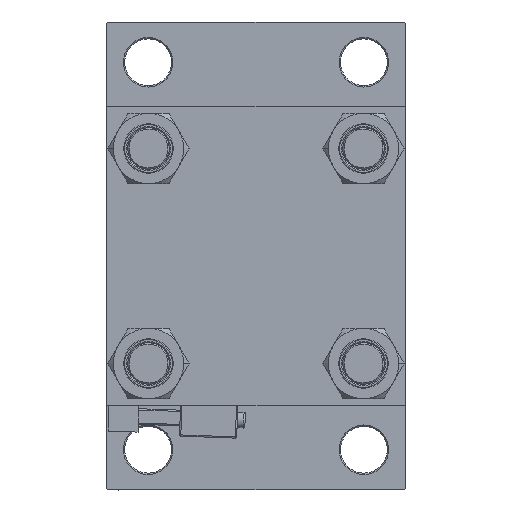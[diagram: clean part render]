
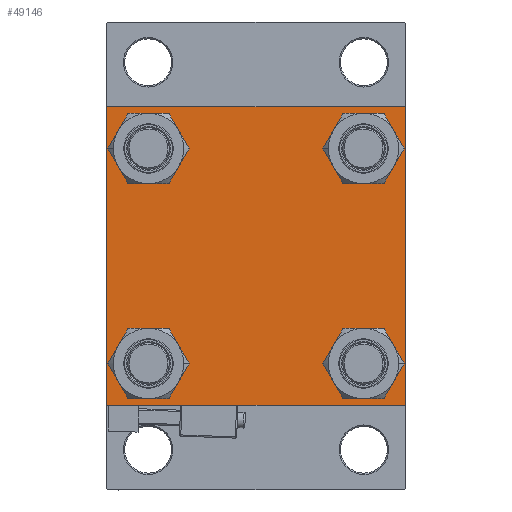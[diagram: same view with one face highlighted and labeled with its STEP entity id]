
A CAD part, left-side view. The second image highlights one B-rep face of the part: STEP entity #49146.
In plain terms, the highlighted planar face has unit normal (-1, 0, 0).
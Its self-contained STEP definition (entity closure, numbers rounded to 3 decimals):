
#217 = DIRECTION ( 'NONE',  ( 0., 0., -1. ) ) ;
#229 = CARTESIAN_POINT ( 'NONE',  ( 0., -57., 57.5 ) ) ;
#267 = VERTEX_POINT ( 'NONE', #19427 ) ;
#319 = CARTESIAN_POINT ( 'NONE',  ( 0., 41.35, -32.85 ) ) ;
#804 = FACE_BOUND ( 'NONE', #46260, .T. ) ;
#1048 = VERTEX_POINT ( 'NONE', #16746 ) ;
#1053 = FACE_BOUND ( 'NONE', #19936, .T. ) ;
#1205 = CARTESIAN_POINT ( 'NONE',  ( 0., -57.5, 57. ) ) ;
#1941 = ORIENTED_EDGE ( 'NONE', *, *, #48777, .T. ) ;
#2061 = ORIENTED_EDGE ( 'NONE', *, *, #10827, .T. ) ;
#2269 = DIRECTION ( 'NONE',  ( 1., 0., 0. ) ) ;
#2424 = DIRECTION ( 'NONE',  ( 1., 0., 0. ) ) ;
#2761 = LINE ( 'NONE', #25968, #9241 ) ;
#2811 = VERTEX_POINT ( 'NONE', #21061 ) ;
#3592 = EDGE_CURVE ( 'NONE', #47918, #267, #5043, .T. ) ;
#3616 = EDGE_CURVE ( 'NONE', #47918, #12147, #2761, .T. ) ;
#3661 = ORIENTED_EDGE ( 'NONE', *, *, #6679, .T. ) ;
#4190 = CARTESIAN_POINT ( 'NONE',  ( 0., -57.25, -57.25 ) ) ;
#4200 = AXIS2_PLACEMENT_3D ( 'NONE', #28433, #6234, #40508 ) ;
#4835 = PLANE ( 'NONE',  #27892 ) ;
#5043 = LINE ( 'NONE', #47625, #26968 ) ;
#5103 = CARTESIAN_POINT ( 'NONE',  ( 0., 57.25, -57.25 ) ) ;
#5128 = VECTOR ( 'NONE', #39891, 1000. ) ;
#5924 = EDGE_CURVE ( 'NONE', #1048, #35772, #43120, .T. ) ;
#5955 = ORIENTED_EDGE ( 'NONE', *, *, #36110, .T. ) ;
#6234 = DIRECTION ( 'NONE',  ( 1., 0., 0. ) ) ;
#6308 = DIRECTION ( 'NONE',  ( 1., 0., 0. ) ) ;
#6679 = EDGE_CURVE ( 'NONE', #35772, #1048, #18213, .T. ) ;
#7368 = ORIENTED_EDGE ( 'NONE', *, *, #5924, .T. ) ;
#7702 = VERTEX_POINT ( 'NONE', #1205 ) ;
#7888 = CARTESIAN_POINT ( 'NONE',  ( 0., 0., 0. ) ) ;
#8510 = VECTOR ( 'NONE', #17609, 1000. ) ;
#8562 = VERTEX_POINT ( 'NONE', #30332 ) ;
#9076 = DIRECTION ( 'NONE',  ( 0., 0.707, -0.707 ) ) ;
#9241 = VECTOR ( 'NONE', #29997, 1000. ) ;
#9306 = AXIS2_PLACEMENT_3D ( 'NONE', #17656, #6308, #29266 ) ;
#9615 = DIRECTION ( 'NONE',  ( 0., 0., 1. ) ) ;
#9687 = VERTEX_POINT ( 'NONE', #44883 ) ;
#9969 = CARTESIAN_POINT ( 'NONE',  ( 0., -57., -57.5 ) ) ;
#10827 = EDGE_CURVE ( 'NONE', #267, #33148, #31369, .T. ) ;
#12147 = VERTEX_POINT ( 'NONE', #229 ) ;
#12302 = CARTESIAN_POINT ( 'NONE',  ( 0., 57.5, -57. ) ) ;
#12565 = AXIS2_PLACEMENT_3D ( 'NONE', #44514, #2424, #17568 ) ;
#12597 = VECTOR ( 'NONE', #31124, 1000. ) ;
#12642 = DIRECTION ( 'NONE',  ( -1., 0., 0. ) ) ;
#13762 = CARTESIAN_POINT ( 'NONE',  ( 0., 41.35, 41.35 ) ) ;
#14823 = ORIENTED_EDGE ( 'NONE', *, *, #35509, .T. ) ;
#14894 = DIRECTION ( 'NONE',  ( 0., 0., 1. ) ) ;
#16357 = VECTOR ( 'NONE', #31187, 1000. ) ;
#16365 = EDGE_CURVE ( 'NONE', #32055, #46494, #47429, .T. ) ;
#16746 = CARTESIAN_POINT ( 'NONE',  ( 0., 41.35, -49.85 ) ) ;
#16775 = LINE ( 'NONE', #4190, #16357 ) ;
#17261 = ORIENTED_EDGE ( 'NONE', *, *, #17670, .T. ) ;
#17433 = CARTESIAN_POINT ( 'NONE',  ( 0., 41.35, -41.35 ) ) ;
#17568 = DIRECTION ( 'NONE',  ( 0., 0., 1. ) ) ;
#17609 = DIRECTION ( 'NONE',  ( 0., 0.707, 0.707 ) ) ;
#17656 = CARTESIAN_POINT ( 'NONE',  ( 0., 41.35, 41.35 ) ) ;
#17670 = EDGE_CURVE ( 'NONE', #8562, #2811, #44228, .T. ) ;
#17688 = ORIENTED_EDGE ( 'NONE', *, *, #24404, .T. ) ;
#18213 = CIRCLE ( 'NONE', #12565, 8.5 ) ;
#18712 = CIRCLE ( 'NONE', #4200, 8.5 ) ;
#19427 = CARTESIAN_POINT ( 'NONE',  ( 0., 57.5, 57. ) ) ;
#19936 = EDGE_LOOP ( 'NONE', ( #46244, #28756 ) ) ;
#20403 = ORIENTED_EDGE ( 'NONE', *, *, #47408, .F. ) ;
#20410 = EDGE_LOOP ( 'NONE', ( #3661, #7368 ) ) ;
#20578 = CIRCLE ( 'NONE', #9306, 8.5 ) ;
#21061 = CARTESIAN_POINT ( 'NONE',  ( 0., 41.35, 49.85 ) ) ;
#21102 = AXIS2_PLACEMENT_3D ( 'NONE', #34072, #49403, #14894 ) ;
#22589 = CARTESIAN_POINT ( 'NONE',  ( 0., 57.5, -57.5 ) ) ;
#22929 = CARTESIAN_POINT ( 'NONE',  ( 0., -57.5, 57.5 ) ) ;
#23511 = CIRCLE ( 'NONE', #21102, 8.5 ) ;
#23923 = DIRECTION ( 'NONE',  ( 0., 0., 1. ) ) ;
#24011 = DIRECTION ( 'NONE',  ( 0., 0., 1. ) ) ;
#24093 = AXIS2_PLACEMENT_3D ( 'NONE', #24676, #47580, #23923 ) ;
#24404 = EDGE_CURVE ( 'NONE', #9687, #33648, #38765, .T. ) ;
#24676 = CARTESIAN_POINT ( 'NONE',  ( 0., -41.35, 41.35 ) ) ;
#25375 = DIRECTION ( 'NONE',  ( 0., 0., 1. ) ) ;
#25968 = CARTESIAN_POINT ( 'NONE',  ( 0., 57.5, 57.5 ) ) ;
#26941 = ORIENTED_EDGE ( 'NONE', *, *, #3592, .T. ) ;
#26968 = VECTOR ( 'NONE', #9076, 1000. ) ;
#27303 = CARTESIAN_POINT ( 'NONE',  ( 0., -41.35, -32.85 ) ) ;
#27453 = ORIENTED_EDGE ( 'NONE', *, *, #3616, .F. ) ;
#27470 = EDGE_CURVE ( 'NONE', #33148, #49619, #36623, .T. ) ;
#27892 = AXIS2_PLACEMENT_3D ( 'NONE', #7888, #12642, #24011 ) ;
#28433 = CARTESIAN_POINT ( 'NONE',  ( 0., -41.35, 41.35 ) ) ;
#28756 = ORIENTED_EDGE ( 'NONE', *, *, #40758, .T. ) ;
#28968 = LINE ( 'NONE', #36765, #8510 ) ;
#29266 = DIRECTION ( 'NONE',  ( 0., 0., 1. ) ) ;
#29997 = DIRECTION ( 'NONE',  ( 0., -1., 0. ) ) ;
#30155 = ORIENTED_EDGE ( 'NONE', *, *, #41915, .T. ) ;
#30332 = CARTESIAN_POINT ( 'NONE',  ( 0., 41.35, 32.85 ) ) ;
#30917 = DIRECTION ( 'NONE',  ( 0., -1., 0. ) ) ;
#31124 = DIRECTION ( 'NONE',  ( 0., 0., -1. ) ) ;
#31187 = DIRECTION ( 'NONE',  ( 0., -0.707, 0.707 ) ) ;
#31369 = LINE ( 'NONE', #46705, #12597 ) ;
#32055 = VERTEX_POINT ( 'NONE', #41317 ) ;
#32330 = VECTOR ( 'NONE', #30917, 1000. ) ;
#32825 = DIRECTION ( 'NONE',  ( 1., 0., 0. ) ) ;
#33148 = VERTEX_POINT ( 'NONE', #12302 ) ;
#33541 = DIRECTION ( 'NONE',  ( 0., 0., 1. ) ) ;
#33648 = VERTEX_POINT ( 'NONE', #27303 ) ;
#34072 = CARTESIAN_POINT ( 'NONE',  ( 0., -41.35, -41.35 ) ) ;
#35509 = EDGE_CURVE ( 'NONE', #49619, #47544, #45761, .T. ) ;
#35772 = VERTEX_POINT ( 'NONE', #319 ) ;
#36110 = EDGE_CURVE ( 'NONE', #33648, #9687, #23511, .T. ) ;
#36623 = LINE ( 'NONE', #5103, #5128 ) ;
#36765 = CARTESIAN_POINT ( 'NONE',  ( 0., -57.25, 57.25 ) ) ;
#36815 = LINE ( 'NONE', #22929, #40680 ) ;
#37942 = AXIS2_PLACEMENT_3D ( 'NONE', #41076, #2269, #33541 ) ;
#37965 = CARTESIAN_POINT ( 'NONE',  ( 0., 57., -57.5 ) ) ;
#38765 = CIRCLE ( 'NONE', #37942, 8.5 ) ;
#39891 = DIRECTION ( 'NONE',  ( 0., -0.707, -0.707 ) ) ;
#40508 = DIRECTION ( 'NONE',  ( 0., 0., 1. ) ) ;
#40680 = VECTOR ( 'NONE', #217, 1000. ) ;
#40758 = EDGE_CURVE ( 'NONE', #46494, #32055, #18712, .T. ) ;
#41012 = CARTESIAN_POINT ( 'NONE',  ( 0., -41.35, 32.85 ) ) ;
#41076 = CARTESIAN_POINT ( 'NONE',  ( 0., -41.35, -41.35 ) ) ;
#41108 = EDGE_LOOP ( 'NONE', ( #2061, #49704, #14823, #30155, #20403, #1941, #27453, #26941 ) ) ;
#41317 = CARTESIAN_POINT ( 'NONE',  ( 0., -41.35, 49.85 ) ) ;
#41507 = AXIS2_PLACEMENT_3D ( 'NONE', #17433, #32825, #9615 ) ;
#41676 = EDGE_LOOP ( 'NONE', ( #42282, #17261 ) ) ;
#41813 = AXIS2_PLACEMENT_3D ( 'NONE', #13762, #44760, #25375 ) ;
#41915 = EDGE_CURVE ( 'NONE', #47544, #46189, #16775, .T. ) ;
#42282 = ORIENTED_EDGE ( 'NONE', *, *, #47339, .T. ) ;
#42416 = FACE_OUTER_BOUND ( 'NONE', #41108, .T. ) ;
#42452 = CARTESIAN_POINT ( 'NONE',  ( 0., -57.5, -57. ) ) ;
#43120 = CIRCLE ( 'NONE', #41507, 8.5 ) ;
#43395 = FACE_BOUND ( 'NONE', #41676, .T. ) ;
#44178 = CARTESIAN_POINT ( 'NONE',  ( 0., 57., 57.5 ) ) ;
#44228 = CIRCLE ( 'NONE', #41813, 8.5 ) ;
#44514 = CARTESIAN_POINT ( 'NONE',  ( 0., 41.35, -41.35 ) ) ;
#44760 = DIRECTION ( 'NONE',  ( 1., 0., 0. ) ) ;
#44883 = CARTESIAN_POINT ( 'NONE',  ( 0., -41.35, -49.85 ) ) ;
#45761 = LINE ( 'NONE', #22589, #32330 ) ;
#46189 = VERTEX_POINT ( 'NONE', #42452 ) ;
#46244 = ORIENTED_EDGE ( 'NONE', *, *, #16365, .T. ) ;
#46260 = EDGE_LOOP ( 'NONE', ( #5955, #17688 ) ) ;
#46494 = VERTEX_POINT ( 'NONE', #41012 ) ;
#46685 = FACE_BOUND ( 'NONE', #20410, .T. ) ;
#46705 = CARTESIAN_POINT ( 'NONE',  ( 0., 57.5, 57.5 ) ) ;
#47339 = EDGE_CURVE ( 'NONE', #2811, #8562, #20578, .T. ) ;
#47408 = EDGE_CURVE ( 'NONE', #7702, #46189, #36815, .T. ) ;
#47429 = CIRCLE ( 'NONE', #24093, 8.5 ) ;
#47544 = VERTEX_POINT ( 'NONE', #9969 ) ;
#47580 = DIRECTION ( 'NONE',  ( 1., 0., 0. ) ) ;
#47625 = CARTESIAN_POINT ( 'NONE',  ( 0., 57.25, 57.25 ) ) ;
#47918 = VERTEX_POINT ( 'NONE', #44178 ) ;
#48777 = EDGE_CURVE ( 'NONE', #7702, #12147, #28968, .T. ) ;
#49146 = ADVANCED_FACE ( 'NONE', ( #1053, #804, #46685, #43395, #42416 ), #4835, .T. ) ;
#49403 = DIRECTION ( 'NONE',  ( 1., 0., 0. ) ) ;
#49619 = VERTEX_POINT ( 'NONE', #37965 ) ;
#49704 = ORIENTED_EDGE ( 'NONE', *, *, #27470, .T. ) ;
